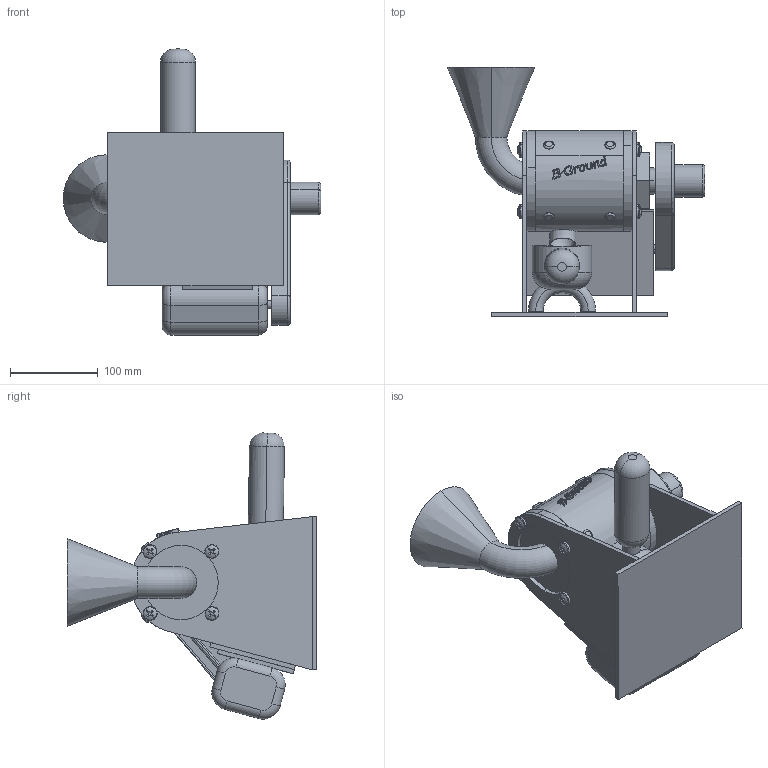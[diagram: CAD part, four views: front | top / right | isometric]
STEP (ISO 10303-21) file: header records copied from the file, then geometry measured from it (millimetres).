
FILE_DESCRIPTION(/* description */ ('VariCAD 2021-1.02 AP-214'),/* implementation_level */ '2;1');
FILE_NAME(/* name */ '01_160118_Original-Design.stp',/* time_stamp */ '2021-09-04T10:53:12+02:00',/* author */ (''),/* organization */ (''),/* preprocessor_version */ 'VariCAD 2021-1.02',/* originating_system */ 'VariCAD 2021-1.02; kernel version (20180118)',/* authorisation */ '');
FILE_SCHEMA(('AUTOMOTIVE_DESIGN'));
Length unit declared in the file: millimetre
Products named in the file (77): 01_160118_Original-Design; Washer M16; Nut M16; Screw M8 x 35; Nut M6
Assembly tree (76 placements, depth 2):
  01_160118_Original-Design
    (unnamed)
    (unnamed)
    (unnamed)
    (unnamed)
    (unnamed)
    (unnamed)
    (unnamed)
    (unnamed)
    (unnamed)
    (unnamed)
    (unnamed)
    (unnamed)
    (unnamed)
    (unnamed)
    (unnamed)
    (unnamed)
    (unnamed)
    (unnamed)
    (unnamed)
    (unnamed)
    (unnamed)
    (unnamed)
    (unnamed)
    (unnamed)
    (unnamed)
    (unnamed)
    (unnamed)
    (unnamed)
    (unnamed)
    (unnamed)
    (unnamed)
    (unnamed)
    (unnamed)
    (unnamed)
    (unnamed)
    (unnamed)
    (unnamed)
    Washer M16
    Nut M16
    Screw M8 x 35
    Screw M8 x 35
    Screw M8 x 35
    Screw M8 x 35
    Screw M8 x 35
    Screw M8 x 35
    Screw M8 x 35
    Screw M8 x 35
    (unnamed)
    (unnamed)
    (unnamed)
    (unnamed)
    (unnamed)
    (unnamed)
    (unnamed)
    (unnamed)
    (unnamed)
    Nut M6
    Nut M6
    Nut M6
Bounding box: 294 x 285.16 x 326.61 mm (x, y, z)
Volume: 2550531.4 mm3; surface area: 701853.2 mm2
Topology: 76 solids, 76 shells, 1397 faces, 3388 edges, 2086 vertices
Faces by surface type: plane 609, cylinder 358, cone 188, torus 128, sphere 104, bspline 10
Entity records: 49005 total; most frequent: CARTESIAN_POINT 12495, DIRECTION 6993, ORIENTED_EDGE 6600, EDGE_CURVE 3300, AXIS2_PLACEMENT_3D 2809, VERTEX_POINT 2086, EDGE_LOOP 1574, ADVANCED_FACE 1397
